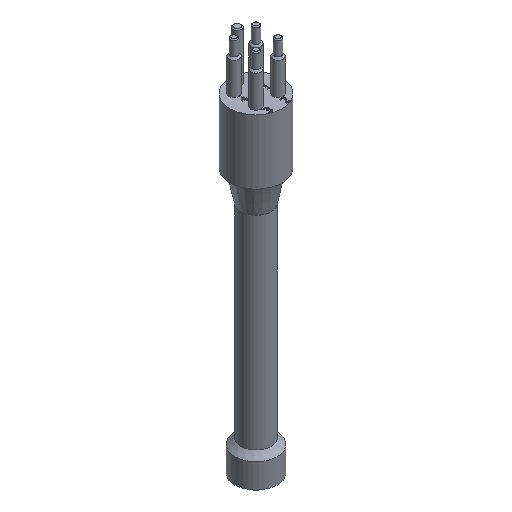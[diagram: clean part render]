
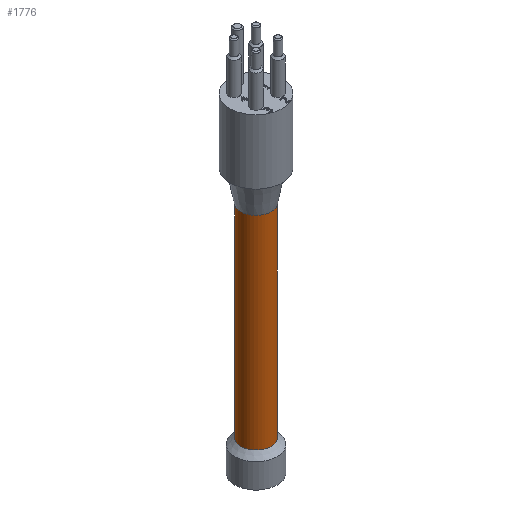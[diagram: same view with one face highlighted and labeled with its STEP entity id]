
A CAD part, isometric view. The second image highlights one B-rep face of the part: STEP entity #1776.
In plain terms, the highlighted cylindrical face has radius 4.5 mm (diameter 9 mm), a full revolution.
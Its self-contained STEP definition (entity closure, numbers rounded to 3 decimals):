
#22=CYLINDRICAL_SURFACE($,#1880,4.5);
#60=CIRCLE($,#1876,4.5);
#62=CIRCLE($,#1881,4.5);
#188=FACE_BOUND($,#428,.T.);
#293=FACE_OUTER_BOUND($,#427,.T.);
#427=EDGE_LOOP($,(#1594));
#428=EDGE_LOOP($,(#1595));
#889=VERTEX_POINT($,#3233);
#891=VERTEX_POINT($,#3240);
#1126=EDGE_CURVE($,#889,#889,#60,.T.);
#1128=EDGE_CURVE($,#891,#891,#62,.T.);
#1594=ORIENTED_EDGE($,*,*,#1126,.T.);
#1595=ORIENTED_EDGE($,*,*,#1128,.F.);
#1776=ADVANCED_FACE($,(#293,#188),#22,.T.);
#1876=AXIS2_PLACEMENT_3D($,#3234,#2219,#2220);
#1880=AXIS2_PLACEMENT_3D($,#3239,#2227,#2228);
#1881=AXIS2_PLACEMENT_3D($,#3241,#2229,#2230);
#2219=DIRECTION('center_axis',(0.,0.,1.));
#2220=DIRECTION('ref_axis',(1.,0.,0.));
#2227=DIRECTION('center_axis',(0.,0.,-1.));
#2228=DIRECTION('ref_axis',(1.,0.,0.));
#2229=DIRECTION('center_axis',(0.,0.,1.));
#2230=DIRECTION('ref_axis',(1.,0.,0.));
#3233=CARTESIAN_POINT('',(-4.5,0.,-69.));
#3234=CARTESIAN_POINT('Origin',(0.,0.,-69.));
#3239=CARTESIAN_POINT('Origin',(0.,0.,-9.));
#3240=CARTESIAN_POINT('',(4.5,0.,-9.));
#3241=CARTESIAN_POINT('Origin',(0.,0.,-9.));
